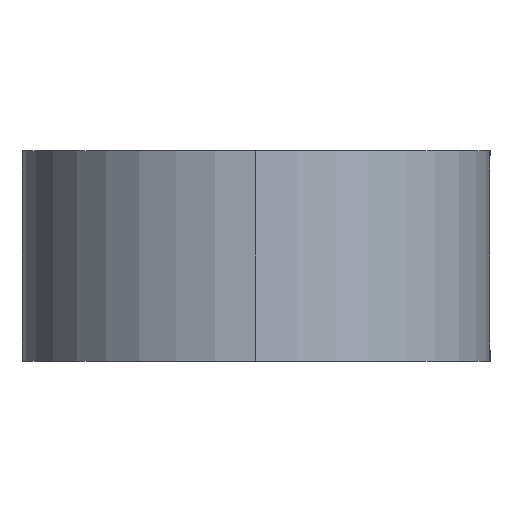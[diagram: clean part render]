
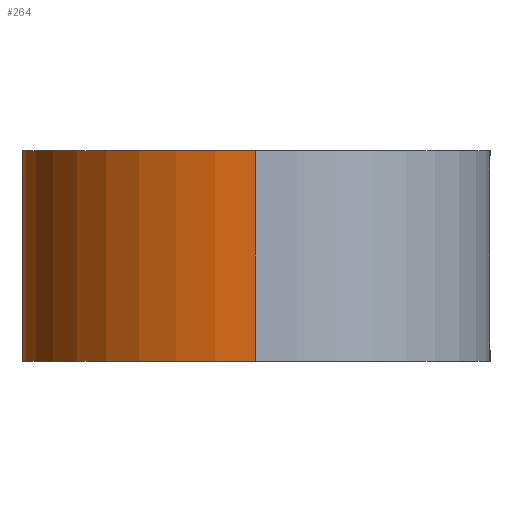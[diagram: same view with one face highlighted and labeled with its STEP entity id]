
A CAD part, left-side view. The second image highlights one B-rep face of the part: STEP entity #264.
In plain terms, the highlighted cylindrical face has radius 10 mm (diameter 20 mm), a partial arc.
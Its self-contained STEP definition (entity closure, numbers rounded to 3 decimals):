
#15 = AXIS2_PLACEMENT_3D ( 'NONE', #343, #762, #416 ) ;
#52 = DIRECTION ( 'NONE',  ( 0., 0., 1. ) ) ;
#63 = VECTOR ( 'NONE', #280, 1000. ) ;
#67 = CIRCLE ( 'NONE', #133, 10. ) ;
#76 = VERTEX_POINT ( 'NONE', #883 ) ;
#79 = AXIS2_PLACEMENT_3D ( 'NONE', #616, #753, #454 ) ;
#86 = VERTEX_POINT ( 'NONE', #180 ) ;
#130 = CARTESIAN_POINT ( 'NONE',  ( -70., 0., 4.5 ) ) ;
#133 = AXIS2_PLACEMENT_3D ( 'NONE', #339, #211, #765 ) ;
#149 = VECTOR ( 'NONE', #635, 1000. ) ;
#180 = CARTESIAN_POINT ( 'NONE',  ( -60., 0., 2.5 ) ) ;
#188 = VERTEX_POINT ( 'NONE', #205 ) ;
#202 = AXIS2_PLACEMENT_3D ( 'NONE', #364, #729, #724 ) ;
#205 = CARTESIAN_POINT ( 'NONE',  ( -60., 0., 4.5 ) ) ;
#207 = EDGE_CURVE ( 'NONE', #188, #899, #624, .T. ) ;
#211 = DIRECTION ( 'NONE',  ( 0., 0., 1. ) ) ;
#230 = VERTEX_POINT ( 'NONE', #893 ) ;
#239 = VECTOR ( 'NONE', #669, 1000. ) ;
#250 = ORIENTED_EDGE ( 'NONE', *, *, #291, .F. ) ;
#251 = CYLINDRICAL_SURFACE ( 'NONE', #79, 10. ) ;
#264 = ADVANCED_FACE ( 'NONE', ( #429 ), #251, .T. ) ;
#278 = VERTEX_POINT ( 'NONE', #606 ) ;
#280 = DIRECTION ( 'NONE',  ( 0., 0., -1. ) ) ;
#291 = EDGE_CURVE ( 'NONE', #899, #378, #401, .T. ) ;
#293 = ORIENTED_EDGE ( 'NONE', *, *, #476, .T. ) ;
#339 = CARTESIAN_POINT ( 'NONE',  ( -70., 0., 2.5 ) ) ;
#341 = CARTESIAN_POINT ( 'NONE',  ( -60., 0., 4.5 ) ) ;
#343 = CARTESIAN_POINT ( 'NONE',  ( -70., 0., -2.5 ) ) ;
#344 = ORIENTED_EDGE ( 'NONE', *, *, #728, .F. ) ;
#358 = EDGE_CURVE ( 'NONE', #86, #400, #67, .T. ) ;
#364 = CARTESIAN_POINT ( 'NONE',  ( -70., 0., -4.5 ) ) ;
#366 = ORIENTED_EDGE ( 'NONE', *, *, #358, .T. ) ;
#378 = VERTEX_POINT ( 'NONE', #578 ) ;
#383 = CARTESIAN_POINT ( 'NONE',  ( -80., 0., 4.5 ) ) ;
#388 = ORIENTED_EDGE ( 'NONE', *, *, #207, .F. ) ;
#390 = CIRCLE ( 'NONE', #15, 10. ) ;
#392 = DIRECTION ( 'NONE',  ( 1., 0., 0. ) ) ;
#400 = VERTEX_POINT ( 'NONE', #597 ) ;
#401 = LINE ( 'NONE', #383, #777 ) ;
#415 = LINE ( 'NONE', #527, #239 ) ;
#416 = DIRECTION ( 'NONE',  ( -1., 0., 0. ) ) ;
#417 = AXIS2_PLACEMENT_3D ( 'NONE', #130, #52, #392 ) ;
#422 = ORIENTED_EDGE ( 'NONE', *, *, #676, .T. ) ;
#424 = LINE ( 'NONE', #901, #63 ) ;
#429 = FACE_OUTER_BOUND ( 'NONE', #900, .T. ) ;
#435 = ORIENTED_EDGE ( 'NONE', *, *, #766, .T. ) ;
#454 = DIRECTION ( 'NONE',  ( -1., 0., 0. ) ) ;
#473 = DIRECTION ( 'NONE',  ( 0., 0., -1. ) ) ;
#476 = EDGE_CURVE ( 'NONE', #400, #76, #415, .T. ) ;
#527 = CARTESIAN_POINT ( 'NONE',  ( -70., 10., 2.5 ) ) ;
#578 = CARTESIAN_POINT ( 'NONE',  ( -80., 0., -4.5 ) ) ;
#595 = CIRCLE ( 'NONE', #202, 10. ) ;
#597 = CARTESIAN_POINT ( 'NONE',  ( -70., 10., 2.5 ) ) ;
#606 = CARTESIAN_POINT ( 'NONE',  ( -60., 0., -2.5 ) ) ;
#616 = CARTESIAN_POINT ( 'NONE',  ( -70., 0., 4.5 ) ) ;
#619 = LINE ( 'NONE', #341, #149 ) ;
#624 = CIRCLE ( 'NONE', #417, 10. ) ;
#635 = DIRECTION ( 'NONE',  ( 0., 0., -1. ) ) ;
#655 = CARTESIAN_POINT ( 'NONE',  ( -80., 0., 4.5 ) ) ;
#669 = DIRECTION ( 'NONE',  ( 0., 0., -1. ) ) ;
#676 = EDGE_CURVE ( 'NONE', #188, #86, #619, .T. ) ;
#690 = ORIENTED_EDGE ( 'NONE', *, *, #907, .T. ) ;
#724 = DIRECTION ( 'NONE',  ( 1., 0., 0. ) ) ;
#728 = EDGE_CURVE ( 'NONE', #278, #76, #390, .T. ) ;
#729 = DIRECTION ( 'NONE',  ( 0., 0., 1. ) ) ;
#753 = DIRECTION ( 'NONE',  ( 0., 0., -1. ) ) ;
#762 = DIRECTION ( 'NONE',  ( 0., 0., 1. ) ) ;
#765 = DIRECTION ( 'NONE',  ( -1., 0., 0. ) ) ;
#766 = EDGE_CURVE ( 'NONE', #278, #230, #424, .T. ) ;
#777 = VECTOR ( 'NONE', #473, 1000. ) ;
#883 = CARTESIAN_POINT ( 'NONE',  ( -70., 10., -2.5 ) ) ;
#893 = CARTESIAN_POINT ( 'NONE',  ( -60., 0., -4.5 ) ) ;
#899 = VERTEX_POINT ( 'NONE', #655 ) ;
#900 = EDGE_LOOP ( 'NONE', ( #388, #422, #366, #293, #344, #435, #690, #250 ) ) ;
#901 = CARTESIAN_POINT ( 'NONE',  ( -60., 0., 4.5 ) ) ;
#907 = EDGE_CURVE ( 'NONE', #230, #378, #595, .T. ) ;
